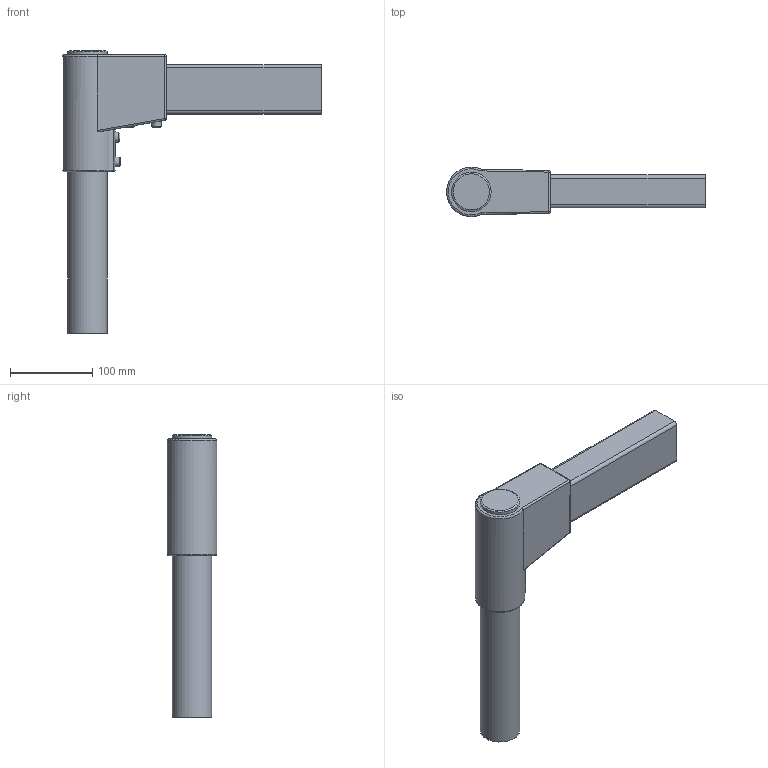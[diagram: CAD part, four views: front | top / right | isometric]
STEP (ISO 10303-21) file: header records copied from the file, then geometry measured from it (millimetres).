
FILE_DESCRIPTION (( 'STEP AP214' ), '1' );
FILE_NAME ('R149-020-000.STEP', '2025-10-17T09:42:43', ( '' ), ( '' ), 'SwSTEP 2.0', 'SolidWorks 2024', '' );
FILE_SCHEMA (( 'AUTOMOTIVE_DESIGN' ));
Length unit declared in the file: millimetre
Products named in the file (1): R149-020-000
Bounding box: 313.89 x 59.94 x 343 mm (x, y, z)
Volume: 508389.1 mm3; surface area: 260608.2 mm2
Topology: 8 solids, 8 shells, 175 faces, 386 edges, 226 vertices
Faces by surface type: plane 89, cylinder 50, cone 22, bspline 7, sphere 4, torus 3
Full cylindrical faces by diameter (mm): 10.106 x4, 12 x4, 40 x1, 42 x4, 45 x1, 48 x2
Entity records: 6127 total; most frequent: CARTESIAN_POINT 2578, DIRECTION 702, ORIENTED_EDGE 648, EDGE_CURVE 324, AXIS2_PLACEMENT_3D 268, EDGE_LOOP 233, VERTEX_POINT 207, FACE_OUTER_BOUND 192
